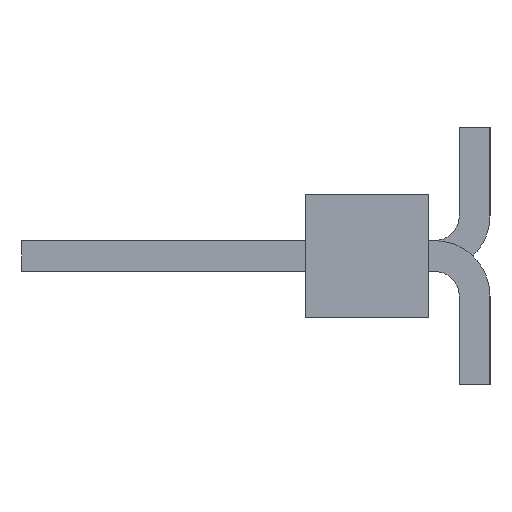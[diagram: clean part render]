
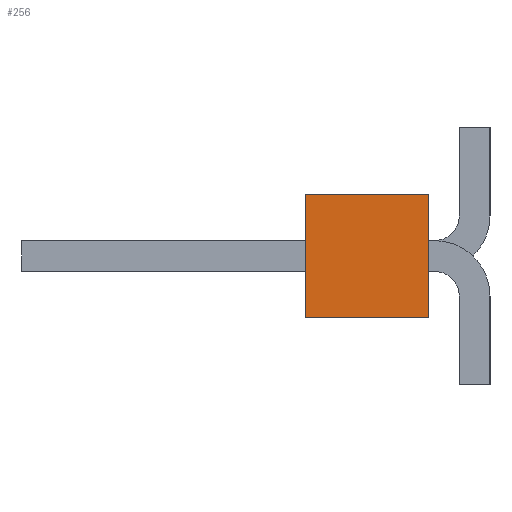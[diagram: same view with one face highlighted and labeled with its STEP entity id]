
A CAD part, left-side view. The second image highlights one B-rep face of the part: STEP entity #256.
In plain terms, the highlighted planar face has unit normal (-1, 0, 0).
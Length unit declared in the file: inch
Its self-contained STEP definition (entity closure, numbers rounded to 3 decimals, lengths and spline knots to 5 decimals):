
#256 = ADVANCED_FACE( '', ( #905 ), #906, .F. );
#905 = FACE_OUTER_BOUND( '', #2022, .T. );
#906 = PLANE( '', #2023 );
#2022 = EDGE_LOOP( '', ( #3997, #3998, #3999, #4000 ) );
#2023 = AXIS2_PLACEMENT_3D( '', #4001, #4002, #4003 );
#3997 = ORIENTED_EDGE( '', *, *, #7839, .T. );
#3998 = ORIENTED_EDGE( '', *, *, #7924, .F. );
#3999 = ORIENTED_EDGE( '', *, *, #7458, .F. );
#4000 = ORIENTED_EDGE( '', *, *, #7925, .T. );
#4001 = CARTESIAN_POINT( '', ( -1., 0.05, -0.05 ) );
#4002 = DIRECTION( '', ( 1., 0., 0. ) );
#4003 = DIRECTION( '', ( 0., 0., -1. ) );
#7458 = EDGE_CURVE( '', #8990, #8992, #8993, .T. );
#7839 = EDGE_CURVE( '', #9750, #9748, #9751, .T. );
#7924 = EDGE_CURVE( '', #8992, #9748, #9836, .T. );
#7925 = EDGE_CURVE( '', #8990, #9750, #9837, .T. );
#8990 = VERTEX_POINT( '', #11483 );
#8992 = VERTEX_POINT( '', #11486 );
#8993 = LINE( '', #11487, #11488 );
#9748 = VERTEX_POINT( '', #12622 );
#9750 = VERTEX_POINT( '', #12625 );
#9751 = LINE( '', #12626, #12627 );
#9836 = LINE( '', #12796, #12797 );
#9837 = LINE( '', #12798, #12799 );
#11483 = CARTESIAN_POINT( '', ( -1., 0.05, -0.05 ) );
#11486 = CARTESIAN_POINT( '', ( -1., 0.05, 0.05 ) );
#11487 = CARTESIAN_POINT( '', ( -1., 0.05, -0.05 ) );
#11488 = VECTOR( '', #15058, 39.37008 );
#12622 = CARTESIAN_POINT( '', ( -1., -0.05, 0.05 ) );
#12625 = CARTESIAN_POINT( '', ( -1., -0.05, -0.05 ) );
#12626 = CARTESIAN_POINT( '', ( -1., -0.05, -0.05 ) );
#12627 = VECTOR( '', #15439, 39.37008 );
#12796 = CARTESIAN_POINT( '', ( -1., 0.05, 0.05 ) );
#12797 = VECTOR( '', #15524, 39.37008 );
#12798 = CARTESIAN_POINT( '', ( -1., 0.05, -0.05 ) );
#12799 = VECTOR( '', #15525, 39.37008 );
#15058 = DIRECTION( '', ( 0., 0., 1. ) );
#15439 = DIRECTION( '', ( 0., 0., 1. ) );
#15524 = DIRECTION( '', ( 0., -1., 0. ) );
#15525 = DIRECTION( '', ( 0., -1., 0. ) );
